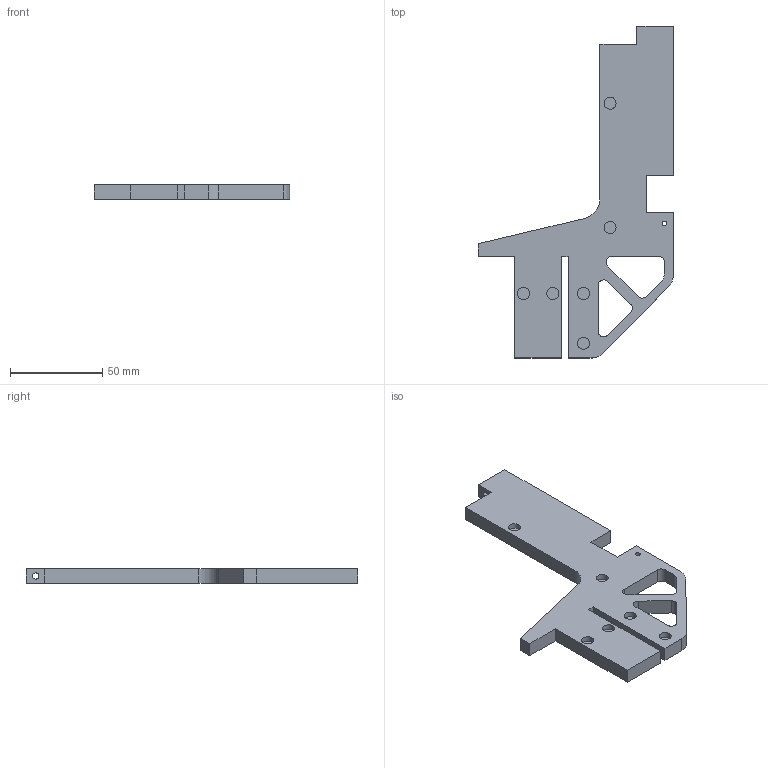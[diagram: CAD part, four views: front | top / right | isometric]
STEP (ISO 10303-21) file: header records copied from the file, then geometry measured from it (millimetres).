
FILE_DESCRIPTION (( 'STEP AP203' ), '1' );
FILE_NAME ('vertical truss-left rear lower-1 (Default).STEP', '2021-11-19T20:30:51', ( '' ), ( '' ), 'SwSTEP 2.0', 'SolidWorks 2020', '' );
FILE_SCHEMA (( 'CONFIG_CONTROL_DESIGN' ));
Length unit declared in the file: millimetre
Products named in the file (1): vertical truss-left rear lower-1 (Default)
Bounding box: 105.92 x 180 x 8 mm (x, y, z)
Volume: 63577.7 mm3; surface area: 24508.8 mm2
Topology: 1 solids, 1 shells, 86 faces, 213 edges, 142 vertices
Faces by surface type: plane 45, cylinder 41
Entity records: 2672 total; most frequent: DIRECTION 469, CARTESIAN_POINT 442, ORIENTED_EDGE 426, EDGE_CURVE 213, AXIS2_PLACEMENT_3D 169, VERTEX_POINT 142, LINE 131, VECTOR 131
